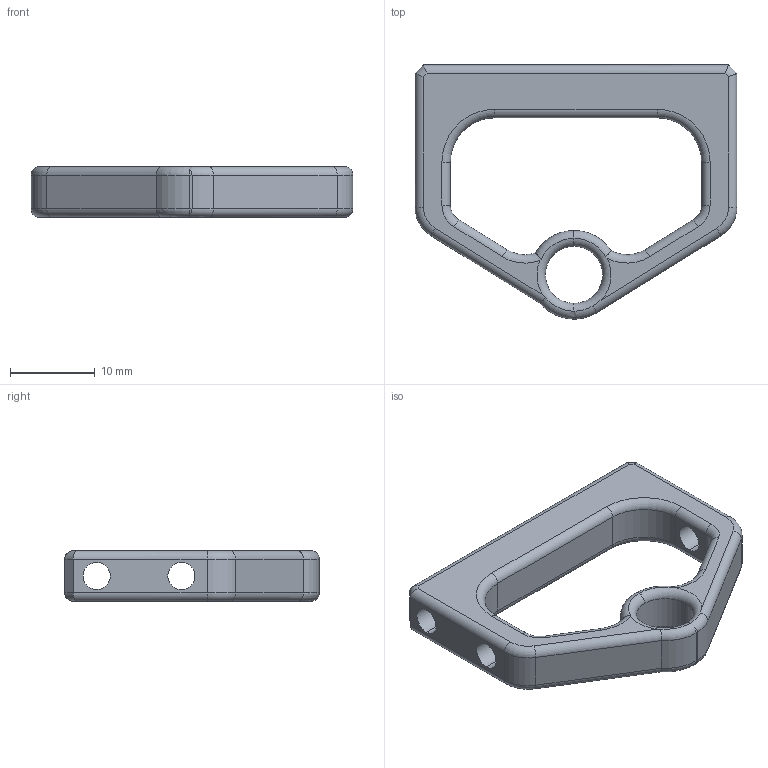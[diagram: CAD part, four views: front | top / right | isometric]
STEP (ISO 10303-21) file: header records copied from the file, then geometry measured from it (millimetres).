
FILE_DESCRIPTION (( 'STEP AP203' ), '1' );
FILE_NAME ('CB-002-017-Claw Plating.STEP', '2023-07-21T01:18:55', ( '' ), ( '' ), 'SwSTEP 2.0', 'SolidWorks 2023', '' );
FILE_SCHEMA (( 'CONFIG_CONTROL_DESIGN' ));
Length unit declared in the file: millimetre
Products named in the file (1): CB-002-017-Claw Plating
Bounding box: 38 x 30 x 6 mm (x, y, z)
Volume: 2504 mm3; surface area: 2546.6 mm2
Topology: 1 solids, 1 shells, 91 faces, 226 edges, 133 vertices
Faces by surface type: cylinder 47, torus 28, plane 16
Entity records: 2848 total; most frequent: CARTESIAN_POINT 573, DIRECTION 499, ORIENTED_EDGE 452, EDGE_CURVE 226, AXIS2_PLACEMENT_3D 207, VERTEX_POINT 133, CIRCLE 115, EDGE_LOOP 97
